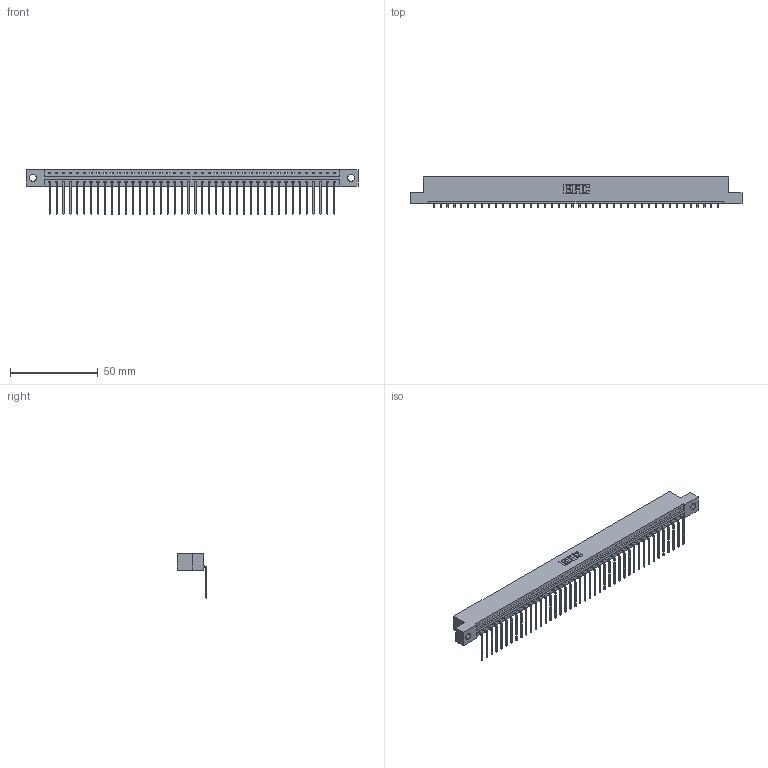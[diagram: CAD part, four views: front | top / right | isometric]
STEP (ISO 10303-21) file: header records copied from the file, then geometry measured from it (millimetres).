
FILE_DESCRIPTION (( 'STEP AP203' ), '1' );
FILE_NAME ('337-042-559-104.STEP', '2018-08-09T01:53:24', ( '' ), ( '' ), 'SwSTEP 2.0', 'SolidWorks 2016', '' );
FILE_SCHEMA (( 'CONFIG_CONTROL_DESIGN' ));
Length unit declared in the file: inch
Products named in the file (3): 337 Part_Flush Mounting Lugs - 0.156 Dia-TH; 345-292-001_558 559 Tail - 1; 337-042-559-104
Assembly tree (43 placements, depth 2):
  337-042-559-104
    337 Part_Flush Mounting Lugs - 0.156 Dia-TH
    345-292-001_558 559 Tail - 1  x42
Bounding box: 189.43 x 17.09 x 25.53 mm (x, y, z)
Volume: 19740.5 mm3; surface area: 21053.8 mm2
Topology: 43 solids, 43 shells, 2802 faces, 8459 edges, 5582 vertices
Faces by surface type: plane 2086, cylinder 716
Entity records: 31307 total; most frequent: CARTESIAN_POINT 5460, ORIENTED_EDGE 5438, DIRECTION 4595, EDGE_CURVE 2719, VECTOR 2591, LINE 2591, VERTEX_POINT 1810, AXIS2_PLACEMENT_3D 1002
